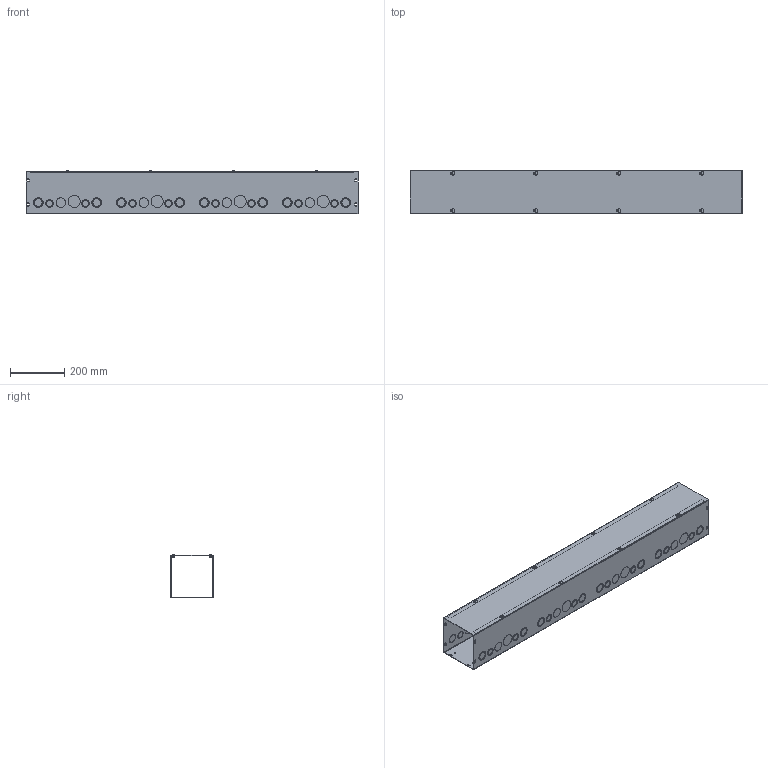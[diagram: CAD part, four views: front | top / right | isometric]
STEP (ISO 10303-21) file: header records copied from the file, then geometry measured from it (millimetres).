
FILE_DESCRIPTION(/* description */ ('WW, S, BLR, GALV, 6X6X48'),/* implementation_level */ '2;1');
FILE_NAME(/* name */ 'S6648G.stp',/* time_stamp */ '2017-06-23T19:55:35+05:00',/* author */ ('vdas'),/* organization */ (''),/* preprocessor_version */ 'ST-DEVELOPER v16.1',/* originating_system */ 'Autodesk Inventor 2016',/* authorisation */ '');
FILE_SCHEMA (('AUTOMOTIVE_DESIGN { 1 0 10303 214 3 1 1 }'));
Length unit declared in the file: inch
Products named in the file (4): S6648GBLR; S6648GLID; 372141; S6648G
Assembly tree (10 placements, depth 2):
  S6648G
    S6648GBLR
    S6648GLID
    372141  x8
Bounding box: 1219.2 x 157.15 x 160.59 mm (x, y, z)
Volume: 1274240.9 mm3; surface area: 1594477.3 mm2
Topology: 10 solids, 10 shells, 952 faces, 2148 edges, 1304 vertices
Faces by surface type: plane 372, cylinder 236, cone 216, torus 112, bspline 16
Full cylindrical faces by diameter (mm): 4.089 x8, 4.595 x64, 6.35 x4, 7.938 x8, 22.225 x16, 28.575 x32, 34.925 x24, 44.45 x8
Entity records: 11782 total; most frequent: CARTESIAN_POINT 2363, DIRECTION 1954, ORIENTED_EDGE 1536, AXIS2_PLACEMENT_3D 813, EDGE_CURVE 768, EDGE_LOOP 706, VERTEX_POINT 578, FACE_OUTER_BOUND 419
